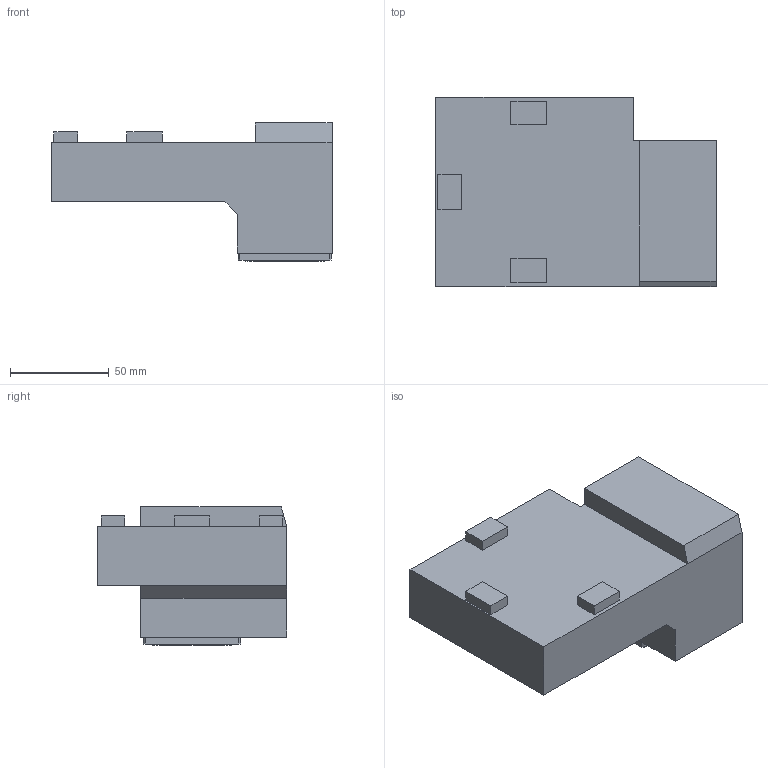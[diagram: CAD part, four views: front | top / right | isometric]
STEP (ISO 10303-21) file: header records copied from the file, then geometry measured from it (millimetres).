
FILE_DESCRIPTION(/* description */ (''),/* implementation_level */ '2;1');
FILE_NAME(/* name */ '1525342201771.stp',/* time_stamp */ '2018-05-03T15:40:22+05:00',/* author */ (''),/* organization */ ('SMS'),/* preprocessor_version */ 'ST-DEVELOPER v15',/* originating_system */ 'SIEMENS PLM Software NX 8.5',/* authorisation */ '');
FILE_SCHEMA (('AUTOMOTIVE_DESIGN { 1 0 10303 214 3 1 1 1 }'));
Length unit declared in the file: millimetre
Products named in the file (1): 201596393mod000_00
Bounding box: 142 x 96 x 70 mm (x, y, z)
Volume: 501457.3 mm3; surface area: 51747.7 mm2
Topology: 1 solids, 1 shells, 51 faces, 124 edges, 86 vertices
Faces by surface type: plane 42, cone 6, cylinder 3
Full cylindrical faces by diameter (mm): 2.5 x1, 31.6 x1, 40 x1
Entity records: 1574 total; most frequent: CARTESIAN_POINT 315, DIRECTION 245, ORIENTED_EDGE 238, EDGE_CURVE 119, LINE 101, VECTOR 101, VERTEX_POINT 81, AXIS2_PLACEMENT_3D 72
